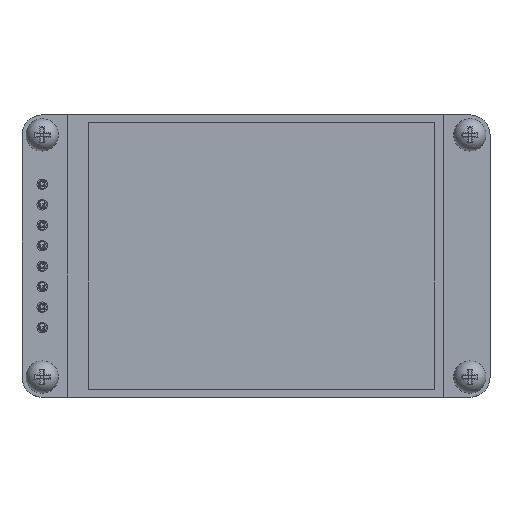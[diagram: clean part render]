
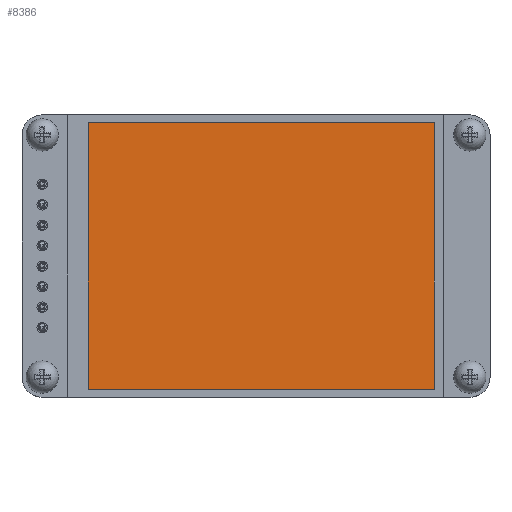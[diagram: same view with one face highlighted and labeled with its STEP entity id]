
A CAD part, top view. The second image highlights one B-rep face of the part: STEP entity #8386.
In plain terms, the highlighted planar face has unit normal (0, 0, 1).
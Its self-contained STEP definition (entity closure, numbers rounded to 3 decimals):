
#8257 = VERTEX_POINT('',#8258);
#8258 = CARTESIAN_POINT('',(0.,0.,2.2));
#8273 = VERTEX_POINT('',#8274);
#8274 = CARTESIAN_POINT('',(0.,33.,2.2));
#8280 = EDGE_CURVE('',#8257,#8273,#8281,.T.);
#8281 = LINE('',#8282,#8283);
#8282 = CARTESIAN_POINT('',(0.,0.,2.2));
#8283 = VECTOR('',#8284,1.);
#8284 = DIRECTION('',(-0.,1.,0.));
#8297 = VERTEX_POINT('',#8298);
#8298 = CARTESIAN_POINT('',(42.9,0.,2.2));
#8313 = VERTEX_POINT('',#8314);
#8314 = CARTESIAN_POINT('',(42.9,33.,2.2));
#8320 = EDGE_CURVE('',#8297,#8313,#8321,.T.);
#8321 = LINE('',#8322,#8323);
#8322 = CARTESIAN_POINT('',(42.9,0.,2.2));
#8323 = VECTOR('',#8324,1.);
#8324 = DIRECTION('',(-0.,1.,0.));
#8341 = EDGE_CURVE('',#8257,#8297,#8342,.T.);
#8342 = LINE('',#8343,#8344);
#8343 = CARTESIAN_POINT('',(0.,0.,2.2));
#8344 = VECTOR('',#8345,1.);
#8345 = DIRECTION('',(1.,0.,-0.));
#8363 = EDGE_CURVE('',#8273,#8313,#8364,.T.);
#8364 = LINE('',#8365,#8366);
#8365 = CARTESIAN_POINT('',(0.,33.,2.2));
#8366 = VECTOR('',#8367,1.);
#8367 = DIRECTION('',(1.,0.,-0.));
#8386 = ADVANCED_FACE('',(#8387),#8393,.T.);
#8387 = FACE_BOUND('',#8388,.T.);
#8388 = EDGE_LOOP('',(#8389,#8390,#8391,#8392));
#8389 = ORIENTED_EDGE('',*,*,#8280,.F.);
#8390 = ORIENTED_EDGE('',*,*,#8341,.T.);
#8391 = ORIENTED_EDGE('',*,*,#8320,.T.);
#8392 = ORIENTED_EDGE('',*,*,#8363,.F.);
#8393 = PLANE('',#8394);
#8394 = AXIS2_PLACEMENT_3D('',#8395,#8396,#8397);
#8395 = CARTESIAN_POINT('',(0.,0.,2.2));
#8396 = DIRECTION('',(0.,0.,1.));
#8397 = DIRECTION('',(1.,0.,-0.));
